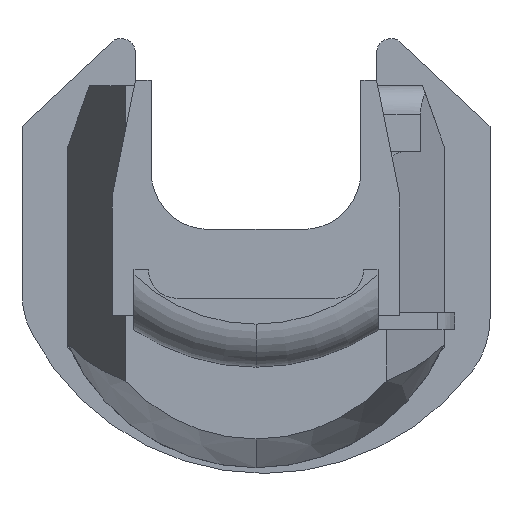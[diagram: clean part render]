
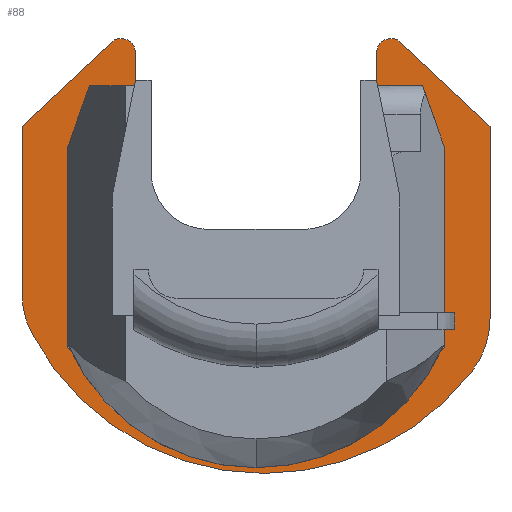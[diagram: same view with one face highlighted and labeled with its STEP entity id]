
A CAD part, front view. The second image highlights one B-rep face of the part: STEP entity #88.
In plain terms, the highlighted planar face has unit normal (0, -1, 0).
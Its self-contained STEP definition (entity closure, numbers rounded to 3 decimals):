
#88=ADVANCED_FACE('NONE',(#260),#261,.T.);
#260=FACE_OUTER_BOUND('',#518,.T.);
#261=PLANE('',#519);
#518=EDGE_LOOP('',(#1203,#1204,#1205,#1206,#1207,#1208,#1209,#1210,#1211,#1212,#1213,#1214,#1215,#1216,#1217,#1218,#1219,#1220,#1221,#1222,#1223,#1224,#1225,#1226,#1227,#1228,#1229,#1230));
#519=AXIS2_PLACEMENT_3D('',#1231,#1232,#1233);
#1203=ORIENTED_EDGE('',*,*,#2060,.T.);
#1204=ORIENTED_EDGE('',*,*,#1924,.T.);
#1205=ORIENTED_EDGE('',*,*,#2094,.T.);
#1206=ORIENTED_EDGE('',*,*,#2056,.T.);
#1207=ORIENTED_EDGE('',*,*,#2054,.T.);
#1208=ORIENTED_EDGE('',*,*,#2095,.T.);
#1209=ORIENTED_EDGE('',*,*,#1954,.T.);
#1210=ORIENTED_EDGE('',*,*,#2051,.T.);
#1211=ORIENTED_EDGE('',*,*,#2096,.T.);
#1212=ORIENTED_EDGE('',*,*,#2046,.T.);
#1213=ORIENTED_EDGE('',*,*,#2044,.T.);
#1214=ORIENTED_EDGE('',*,*,#1920,.T.);
#1215=ORIENTED_EDGE('',*,*,#2097,.T.);
#1216=ORIENTED_EDGE('',*,*,#2074,.T.);
#1217=ORIENTED_EDGE('',*,*,#2092,.T.);
#1218=ORIENTED_EDGE('',*,*,#2098,.F.);
#1219=ORIENTED_EDGE('',*,*,#2099,.F.);
#1220=ORIENTED_EDGE('',*,*,#2017,.F.);
#1221=ORIENTED_EDGE('',*,*,#2100,.F.);
#1222=ORIENTED_EDGE('',*,*,#2101,.F.);
#1223=ORIENTED_EDGE('',*,*,#1936,.F.);
#1224=ORIENTED_EDGE('',*,*,#2102,.F.);
#1225=ORIENTED_EDGE('',*,*,#2103,.F.);
#1226=ORIENTED_EDGE('',*,*,#2104,.F.);
#1227=ORIENTED_EDGE('',*,*,#2105,.F.);
#1228=ORIENTED_EDGE('',*,*,#2106,.F.);
#1229=ORIENTED_EDGE('',*,*,#2107,.F.);
#1230=ORIENTED_EDGE('',*,*,#2093,.T.);
#1231=CARTESIAN_POINT('',(1.2,-4.0,-10.3));
#1232=DIRECTION('',(0.0,-1.0,0.0));
#1233=DIRECTION('',(0.0,0.0,-1.0));
#1920=EDGE_CURVE('NONE',#2273,#2270,#2274,.T.);
#1924=EDGE_CURVE('NONE',#2281,#2278,#2282,.T.);
#1936=EDGE_CURVE('NONE',#2301,#2304,#2305,.T.);
#1954=EDGE_CURVE('NONE',#2336,#2334,#2337,.T.);
#2017=EDGE_CURVE('NONE',#2453,#2455,#2456,.T.);
#2044=EDGE_CURVE('NONE',#2502,#2273,#2503,.T.);
#2046=EDGE_CURVE('NONE',#2505,#2502,#2506,.T.);
#2051=EDGE_CURVE('NONE',#2334,#2512,#2514,.T.);
#2054=EDGE_CURVE('NONE',#2520,#2518,#2521,.T.);
#2056=EDGE_CURVE('NONE',#2523,#2520,#2524,.T.);
#2060=EDGE_CURVE('NONE',#2530,#2281,#2531,.T.);
#2074=EDGE_CURVE('NONE',#2554,#2555,#2556,.T.);
#2092=EDGE_CURVE('NONE',#2555,#2427,#2586,.T.);
#2093=EDGE_CURVE('NONE',#2433,#2530,#2587,.T.);
#2094=EDGE_CURVE('NONE',#2278,#2523,#2588,.T.);
#2095=EDGE_CURVE('NONE',#2518,#2336,#2589,.T.);
#2096=EDGE_CURVE('NONE',#2512,#2505,#2590,.T.);
#2097=EDGE_CURVE('NONE',#2270,#2554,#2591,.T.);
#2098=EDGE_CURVE('NONE',#2592,#2427,#2593,.T.);
#2099=EDGE_CURVE('NONE',#2455,#2592,#2594,.T.);
#2100=EDGE_CURVE('NONE',#2595,#2453,#2596,.T.);
#2101=EDGE_CURVE('NONE',#2304,#2595,#2597,.T.);
#2102=EDGE_CURVE('NONE',#2598,#2301,#2599,.T.);
#2103=EDGE_CURVE('NONE',#2600,#2598,#2601,.T.);
#2104=EDGE_CURVE('NONE',#2602,#2600,#2603,.T.);
#2105=EDGE_CURVE('NONE',#2604,#2602,#2605,.T.);
#2106=EDGE_CURVE('NONE',#2606,#2604,#2607,.T.);
#2107=EDGE_CURVE('NONE',#2433,#2606,#2608,.T.);
#2270=VERTEX_POINT('',#2831);
#2273=VERTEX_POINT('NONE',#2835);
#2274=CIRCLE('',#2836,0.5);
#2278=VERTEX_POINT('',#2841);
#2281=VERTEX_POINT('NONE',#2845);
#2282=CIRCLE('',#2846,0.5);
#2301=VERTEX_POINT('',#2879);
#2304=VERTEX_POINT('NONE',#2883);
#2305=CIRCLE('',#2884,8.304);
#2334=VERTEX_POINT('NONE',#2934);
#2336=VERTEX_POINT('NONE',#2937);
#2337=CIRCLE('',#2938,9.149);
#2427=VERTEX_POINT('NONE',#3066);
#2433=VERTEX_POINT('NONE',#3075);
#2453=VERTEX_POINT('NONE',#3102);
#2455=VERTEX_POINT('NONE',#3105);
#2456=LINE('',#3106,#3107);
#2502=VERTEX_POINT('NONE',#3192);
#2503=LINE('',#3193,#3194);
#2505=VERTEX_POINT('NONE',#3197);
#2506=LINE('',#3198,#3199);
#2512=VERTEX_POINT('NONE',#3207);
#2514=CIRCLE('',#3210,9.149);
#2518=VERTEX_POINT('NONE',#3215);
#2520=VERTEX_POINT('NONE',#3218);
#2521=LINE('',#3219,#3220);
#2523=VERTEX_POINT('NONE',#3223);
#2524=LINE('',#3224,#3225);
#2530=VERTEX_POINT('NONE',#3243);
#2531=LINE('',#3244,#3245);
#2554=VERTEX_POINT('NONE',#3277);
#2555=VERTEX_POINT('NONE',#3278);
#2556=LINE('',#3279,#3280);
#2586=CIRCLE('',#3331,3.0);
#2587=CIRCLE('',#3332,3.0);
#2588=CIRCLE('',#3333,0.5);
#2589=CIRCLE('',#3334,3.0);
#2590=CIRCLE('',#3335,3.0);
#2591=CIRCLE('',#3336,0.5);
#2592=VERTEX_POINT('NONE',#3337);
#2593=CIRCLE('',#3338,4.277);
#2594=LINE('',#3339,#3340);
#2595=VERTEX_POINT('NONE',#3341);
#2596=LINE('',#3342,#3343);
#2597=LINE('',#3344,#3345);
#2598=VERTEX_POINT('NONE',#3346);
#2599=CIRCLE('',#3347,8.304);
#2600=VERTEX_POINT('NONE',#3348);
#2601=LINE('',#3349,#3350);
#2602=VERTEX_POINT('NONE',#3351);
#2603=LINE('',#3352,#3353);
#2604=VERTEX_POINT('NONE',#3354);
#2605=LINE('',#3355,#3356);
#2606=VERTEX_POINT('NONE',#3357);
#2607=LINE('',#3358,#3359);
#2608=CIRCLE('',#3360,4.277);
#2831=CARTESIAN_POINT('',(4.7,-4.0,-0.653));
#2835=CARTESIAN_POINT('',(5.042,-4.0,-0.789));
#2836=AXIS2_PLACEMENT_3D('',#3801,#3802,#3803);
#2841=CARTESIAN_POINT('',(-4.7,-4.0,-0.653));
#2845=CARTESIAN_POINT('',(-4.2,-4.0,-1.153));
#2846=AXIS2_PLACEMENT_3D('',#3809,#3810,#3811);
#2879=CARTESIAN_POINT('',(0.,-4.0,-14.6));
#2883=CARTESIAN_POINT('',(6.55,-4.0,-11.4));
#2884=AXIS2_PLACEMENT_3D('',#3832,#3833,#3834);
#2934=CARTESIAN_POINT('',(0.283,-4.0,-15.8));
#2937=CARTESIAN_POINT('',(-7.8,-4.0,-10.937));
#2938=AXIS2_PLACEMENT_3D('',#3871,#3872,#3873);
#3066=CARTESIAN_POINT('',(1.2,-4.0,-13.3));
#3075=CARTESIAN_POINT('',(-1.2,-4.0,-13.3));
#3102=CARTESIAN_POINT('',(5.8,-4.0,-2.3));
#3105=CARTESIAN_POINT('',(4.8,-4.0,-2.3));
#3106=CARTESIAN_POINT('',(4.8,-4.0,-2.3));
#3107=VECTOR('',#3962,1000.0);
#3192=CARTESIAN_POINT('',(8.15,-4.0,-3.7));
#3193=CARTESIAN_POINT('',(8.15,-4.0,-3.7));
#3194=VECTOR('',#3997,1000.0);
#3197=CARTESIAN_POINT('',(8.15,-4.0,-10.409));
#3198=CARTESIAN_POINT('',(8.15,-4.0,-11.321));
#3199=VECTOR('',#3999,1000.0);
#3207=CARTESIAN_POINT('',(7.525,-4.0,-12.242));
#3210=AXIS2_PLACEMENT_3D('',#4006,#4007,#4008);
#3215=CARTESIAN_POINT('',(-8.15,-4.0,-9.531));
#3218=CARTESIAN_POINT('',(-8.15,-4.0,-3.7));
#3219=CARTESIAN_POINT('',(-8.15,-4.0,-3.7));
#3220=VECTOR('',#4011,1000.0);
#3223=CARTESIAN_POINT('',(-5.042,-4.0,-0.789));
#3224=CARTESIAN_POINT('',(-4.2,-4.0,0.0));
#3225=VECTOR('',#4013,1000.0);
#3243=CARTESIAN_POINT('',(-4.2,-4.0,-10.3));
#3244=CARTESIAN_POINT('',(-4.2,-4.0,-10.3));
#3245=VECTOR('',#4016,1000.0);
#3277=CARTESIAN_POINT('',(4.2,-4.0,-1.153));
#3278=CARTESIAN_POINT('',(4.2,-4.0,-10.3));
#3279=CARTESIAN_POINT('',(4.2,-4.0,0.0));
#3280=VECTOR('',#4038,1000.0);
#3331=AXIS2_PLACEMENT_3D('',#4065,#4066,#4067);
#3332=AXIS2_PLACEMENT_3D('',#4068,#4069,#4070);
#3333=AXIS2_PLACEMENT_3D('',#4071,#4072,#4073);
#3334=AXIS2_PLACEMENT_3D('',#4074,#4075,#4076);
#3335=AXIS2_PLACEMENT_3D('',#4077,#4078,#4079);
#3336=AXIS2_PLACEMENT_3D('',#4080,#4081,#4082);
#3337=CARTESIAN_POINT('',(4.8,-4.0,-11.332));
#3338=AXIS2_PLACEMENT_3D('',#4083,#4084,#4085);
#3339=CARTESIAN_POINT('',(4.8,-4.0,-2.3));
#3340=VECTOR('',#4086,1000.0);
#3341=CARTESIAN_POINT('',(6.55,-4.0,-4.4));
#3342=CARTESIAN_POINT('',(5.8,-4.0,-2.3));
#3343=VECTOR('',#4087,1000.0);
#3344=CARTESIAN_POINT('',(6.55,-4.0,-4.4));
#3345=VECTOR('',#4088,1000.0);
#3346=CARTESIAN_POINT('',(-6.55,-4.0,-11.4));
#3347=AXIS2_PLACEMENT_3D('',#4089,#4090,#4091);
#3348=CARTESIAN_POINT('',(-6.55,-4.0,-4.4));
#3349=CARTESIAN_POINT('',(-6.55,-4.0,-4.4));
#3350=VECTOR('',#4092,1000.0);
#3351=CARTESIAN_POINT('',(-5.8,-4.0,-2.3));
#3352=CARTESIAN_POINT('',(-5.8,-4.0,-2.3));
#3353=VECTOR('',#4093,1000.0);
#3354=CARTESIAN_POINT('',(-4.8,-4.0,-2.3));
#3355=CARTESIAN_POINT('',(-5.8,-4.0,-2.3));
#3356=VECTOR('',#4094,1000.0);
#3357=CARTESIAN_POINT('',(-4.8,-4.0,-11.332));
#3358=CARTESIAN_POINT('',(-4.8,-4.0,-2.3));
#3359=VECTOR('',#4095,1000.0);
#3360=AXIS2_PLACEMENT_3D('',#4096,#4097,#4098);
#3801=CARTESIAN_POINT('',(4.7,-4.0,-1.153));
#3802=DIRECTION('',(0.0,-1.0,0.0));
#3803=DIRECTION('',(0.0,0.0,-1.0));
#3809=CARTESIAN_POINT('',(-4.7,-4.0,-1.153));
#3810=DIRECTION('',(0.0,-1.0,0.0));
#3811=DIRECTION('',(0.0,0.0,-1.0));
#3832=CARTESIAN_POINT('',(0.,-4.0,-6.296));
#3833=DIRECTION('',(0.0,-1.0,0.0));
#3834=DIRECTION('',(0.0,0.0,-1.0));
#3871=CARTESIAN_POINT('',(0.283,-4.0,-6.651));
#3872=DIRECTION('',(0.0,-1.0,0.0));
#3873=DIRECTION('',(0.0,0.0,-1.0));
#3962=DIRECTION('',(-1.0,-0.0,0.));
#3997=DIRECTION('',(-0.73,0.0,0.684));
#3999=DIRECTION('',(0.0,0.0,1.0));
#4006=CARTESIAN_POINT('',(0.283,-4.0,-6.651));
#4007=DIRECTION('',(0.0,-1.0,0.0));
#4008=DIRECTION('',(0.0,0.0,-1.0));
#4011=DIRECTION('',(0.0,0.0,-1.0));
#4013=DIRECTION('',(-0.73,-0.0,-0.684));
#4016=DIRECTION('',(0.,0.0,1.0));
#4038=DIRECTION('',(0.,0.0,-1.0));
#4065=CARTESIAN_POINT('',(1.2,-4.0,-10.3));
#4066=DIRECTION('',(0.0,1.0,0.0));
#4067=DIRECTION('',(0.0,0.0,-1.0));
#4068=CARTESIAN_POINT('',(-1.2,-4.0,-10.3));
#4069=DIRECTION('',(-0.0,1.0,0.0));
#4070=DIRECTION('',(0.0,0.0,1.0));
#4071=CARTESIAN_POINT('',(-4.7,-4.0,-1.153));
#4072=DIRECTION('',(0.0,-1.0,0.0));
#4073=DIRECTION('',(0.0,0.0,-1.0));
#4074=CARTESIAN_POINT('',(-5.15,-4.0,-9.531));
#4075=DIRECTION('',(0.0,-1.0,0.0));
#4076=DIRECTION('',(0.0,0.0,-1.0));
#4077=CARTESIAN_POINT('',(5.15,-4.0,-10.409));
#4078=DIRECTION('',(0.0,-1.0,0.0));
#4079=DIRECTION('',(0.0,0.0,-1.0));
#4080=CARTESIAN_POINT('',(4.7,-4.0,-1.153));
#4081=DIRECTION('',(0.0,-1.0,0.0));
#4082=DIRECTION('',(0.0,0.0,-1.0));
#4083=CARTESIAN_POINT('',(1.2,-4.0,-9.023));
#4084=DIRECTION('',(0.0,1.0,0.0));
#4085=DIRECTION('',(0.0,0.0,-1.0));
#4086=DIRECTION('',(0.,0.0,-1.0));
#4087=DIRECTION('',(-0.336,-0.0,0.942));
#4088=DIRECTION('',(-0.0,-0.0,1.0));
#4089=CARTESIAN_POINT('',(0.,-4.0,-6.296));
#4090=DIRECTION('',(0.0,-1.0,0.0));
#4091=DIRECTION('',(0.0,0.0,-1.0));
#4092=DIRECTION('',(0.,0.0,-1.0));
#4093=DIRECTION('',(-0.336,0.0,-0.942));
#4094=DIRECTION('',(-1.0,-0.0,-0.0));
#4095=DIRECTION('',(0.,-0.0,1.0));
#4096=CARTESIAN_POINT('',(-1.2,-4.0,-9.023));
#4097=DIRECTION('',(-0.0,1.0,0.0));
#4098=DIRECTION('',(0.0,0.0,1.0));
